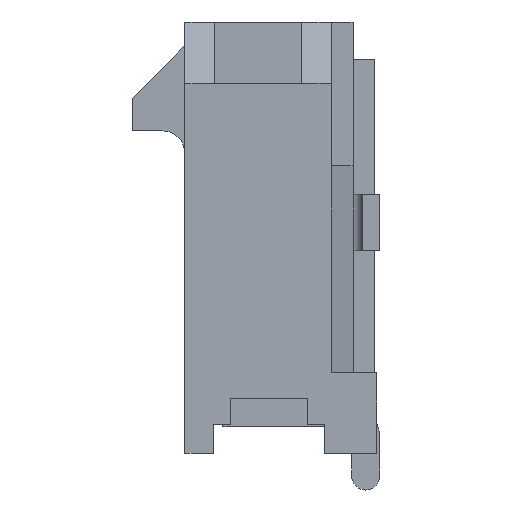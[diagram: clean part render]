
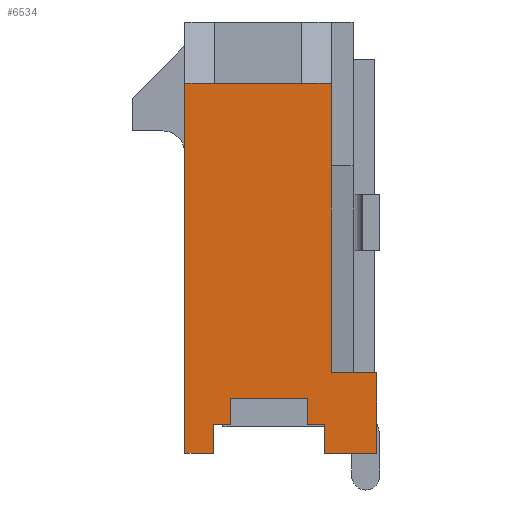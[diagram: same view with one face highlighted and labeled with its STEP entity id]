
A CAD part, left-side view. The second image highlights one B-rep face of the part: STEP entity #6534.
In plain terms, the highlighted planar face has unit normal (-1, 0, 0).
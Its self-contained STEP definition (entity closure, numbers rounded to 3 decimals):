
#1353=DIRECTION('',(0.,0.,-1.));
#1354=VECTOR('',#1353,1.9);
#1355=CARTESIAN_POINT('',(-9.32,-1.43,3.55));
#1356=LINE('',#1355,#1354);
#1357=DIRECTION('',(0.,0.,1.));
#1358=VECTOR('',#1357,4.75);
#1359=CARTESIAN_POINT('',(-9.32,-1.43,-3.1));
#1360=LINE('',#1359,#1358);
#1361=DIRECTION('',(0.,0.,-1.));
#1362=VECTOR('',#1361,1.85);
#1363=CARTESIAN_POINT('',(-9.32,-2.47,-3.1));
#1364=LINE('',#1363,#1362);
#1365=DIRECTION('',(0.,1.,0.));
#1366=VECTOR('',#1365,1.2);
#1367=CARTESIAN_POINT('',(-9.32,-2.47,-4.95));
#1368=LINE('',#1367,#1366);
#1369=DIRECTION('',(0.,0.,1.));
#1370=VECTOR('',#1369,0.67);
#1371=CARTESIAN_POINT('',(-9.32,-1.27,-4.95));
#1372=LINE('',#1371,#1370);
#1373=DIRECTION('',(0.,1.,0.));
#1374=VECTOR('',#1373,0.395);
#1375=CARTESIAN_POINT('',(-9.32,-1.27,-4.28));
#1376=LINE('',#1375,#1374);
#1377=DIRECTION('',(0.,0.,-1.));
#1378=VECTOR('',#1377,0.6);
#1379=CARTESIAN_POINT('',(-9.32,-0.875,-3.68));
#1380=LINE('',#1379,#1378);
#1381=DIRECTION('',(0.,-1.,0.));
#1382=VECTOR('',#1381,1.75);
#1383=CARTESIAN_POINT('',(-9.32,0.875,-3.68));
#1384=LINE('',#1383,#1382);
#1385=DIRECTION('',(0.,0.,-1.));
#1386=VECTOR('',#1385,0.6);
#1387=CARTESIAN_POINT('',(-9.32,0.875,-3.68));
#1388=LINE('',#1387,#1386);
#1389=DIRECTION('',(0.,1.,0.));
#1390=VECTOR('',#1389,0.395);
#1391=CARTESIAN_POINT('',(-9.32,0.875,-4.28));
#1392=LINE('',#1391,#1390);
#1393=DIRECTION('',(0.,0.,-1.));
#1394=VECTOR('',#1393,0.67);
#1395=CARTESIAN_POINT('',(-9.32,1.27,-4.28));
#1396=LINE('',#1395,#1394);
#1397=DIRECTION('',(0.,1.,0.));
#1398=VECTOR('',#1397,0.66);
#1399=CARTESIAN_POINT('',(-9.32,1.27,-4.95));
#1400=LINE('',#1399,#1398);
#1401=DIRECTION('',(0.,0.,1.));
#1402=VECTOR('',#1401,8.5);
#1403=CARTESIAN_POINT('',(-9.32,1.93,-4.95));
#1404=LINE('',#1403,#1402);
#1405=DIRECTION('',(0.,1.,0.));
#1406=VECTOR('',#1405,0.68);
#1407=CARTESIAN_POINT('',(-9.32,1.25,3.55));
#1408=LINE('',#1407,#1406);
#1409=DIRECTION('',(0.,1.,0.));
#1410=VECTOR('',#1409,2.);
#1411=CARTESIAN_POINT('',(-9.32,-0.75,3.55));
#1412=LINE('',#1411,#1410);
#1413=DIRECTION('',(0.,1.,0.));
#1414=VECTOR('',#1413,0.68);
#1415=CARTESIAN_POINT('',(-9.32,-1.43,3.55));
#1416=LINE('',#1415,#1414);
#1601=DIRECTION('',(0.,1.,0.));
#1602=VECTOR('',#1601,1.04);
#1603=CARTESIAN_POINT('',(-9.32,-2.47,-3.1));
#1604=LINE('',#1603,#1602);
#3603=CARTESIAN_POINT('',(-9.32,-2.47,-3.1));
#3604=CARTESIAN_POINT('',(-9.32,-2.47,-4.95));
#3605=VERTEX_POINT('',#3603);
#3606=VERTEX_POINT('',#3604);
#3607=CARTESIAN_POINT('',(-9.32,-1.27,-4.95));
#3608=VERTEX_POINT('',#3607);
#3615=CARTESIAN_POINT('',(-9.32,-1.27,-4.28));
#3616=VERTEX_POINT('',#3615);
#3617=CARTESIAN_POINT('',(-9.32,1.27,-4.28));
#3618=CARTESIAN_POINT('',(-9.32,1.27,-4.95));
#3619=VERTEX_POINT('',#3617);
#3620=VERTEX_POINT('',#3618);
#3621=CARTESIAN_POINT('',(-9.32,1.93,-4.95));
#3622=VERTEX_POINT('',#3621);
#3647=CARTESIAN_POINT('',(-9.32,-0.75,3.55));
#3648=CARTESIAN_POINT('',(-9.32,1.25,3.55));
#3649=VERTEX_POINT('',#3647);
#3650=VERTEX_POINT('',#3648);
#3701=CARTESIAN_POINT('',(-9.32,-0.875,-4.28));
#3703=VERTEX_POINT('',#3701);
#3705=CARTESIAN_POINT('',(-9.32,0.875,-4.28));
#3707=VERTEX_POINT('',#3705);
#3747=CARTESIAN_POINT('',(-9.32,0.875,-3.68));
#3749=VERTEX_POINT('',#3747);
#3853=CARTESIAN_POINT('',(-9.32,1.93,3.55));
#3855=VERTEX_POINT('',#3853);
#3861=CARTESIAN_POINT('',(-9.32,-0.875,-3.68));
#3862=VERTEX_POINT('',#3861);
#3901=CARTESIAN_POINT('',(-9.32,-1.43,-3.1));
#3902=VERTEX_POINT('',#3901);
#4369=CARTESIAN_POINT('',(-9.32,-1.43,3.55));
#4371=VERTEX_POINT('',#4369);
#4378=CARTESIAN_POINT('',(-9.32,-1.43,1.65));
#4380=VERTEX_POINT('',#4378);
#6499=CARTESIAN_POINT('',(-9.32,0.,0.));
#6500=DIRECTION('',(1.,0.,0.));
#6501=DIRECTION('',(0.,0.,-1.));
#6502=AXIS2_PLACEMENT_3D('',#6499,#6500,#6501);
#6503=PLANE('',#6502);
#6504=ORIENTED_EDGE('',*,*,#5102,.T.);
#6506=ORIENTED_EDGE('',*,*,#6505,.F.);
#6508=ORIENTED_EDGE('',*,*,#6507,.F.);
#6510=ORIENTED_EDGE('',*,*,#6509,.T.);
#6512=ORIENTED_EDGE('',*,*,#6511,.T.);
#6513=ORIENTED_EDGE('',*,*,#4910,.T.);
#6514=ORIENTED_EDGE('',*,*,#5924,.T.);
#6515=ORIENTED_EDGE('',*,*,#6202,.F.);
#6517=ORIENTED_EDGE('',*,*,#6516,.F.);
#6519=ORIENTED_EDGE('',*,*,#6518,.T.);
#6520=ORIENTED_EDGE('',*,*,#5943,.T.);
#6522=ORIENTED_EDGE('',*,*,#6521,.T.);
#6524=ORIENTED_EDGE('',*,*,#6523,.T.);
#6526=ORIENTED_EDGE('',*,*,#6525,.T.);
#6528=ORIENTED_EDGE('',*,*,#6527,.F.);
#6529=ORIENTED_EDGE('',*,*,#6491,.F.);
#6531=ORIENTED_EDGE('',*,*,#6530,.F.);
#6532=EDGE_LOOP('',(#6504,#6506,#6508,#6510,#6512,#6513,#6514,#6515,#6517,#6519,
#6520,#6522,#6524,#6526,#6528,#6529,#6531));
#6533=FACE_OUTER_BOUND('',#6532,.F.);
#6534=ADVANCED_FACE('',(#6533),#6503,.F.);
#4910=EDGE_CURVE('',#3608,#3616,#1372,.T.);
#5102=EDGE_CURVE('',#4371,#4380,#1356,.T.);
#5924=EDGE_CURVE('',#3616,#3703,#1376,.T.);
#5943=EDGE_CURVE('',#3707,#3619,#1392,.T.);
#6202=EDGE_CURVE('',#3862,#3703,#1380,.T.);
#6491=EDGE_CURVE('',#3649,#3650,#1412,.T.);
#6505=EDGE_CURVE('',#3902,#4380,#1360,.T.);
#6507=EDGE_CURVE('',#3605,#3902,#1604,.T.);
#6509=EDGE_CURVE('',#3605,#3606,#1364,.T.);
#6511=EDGE_CURVE('',#3606,#3608,#1368,.T.);
#6516=EDGE_CURVE('',#3749,#3862,#1384,.T.);
#6518=EDGE_CURVE('',#3749,#3707,#1388,.T.);
#6521=EDGE_CURVE('',#3619,#3620,#1396,.T.);
#6523=EDGE_CURVE('',#3620,#3622,#1400,.T.);
#6525=EDGE_CURVE('',#3622,#3855,#1404,.T.);
#6527=EDGE_CURVE('',#3650,#3855,#1408,.T.);
#6530=EDGE_CURVE('',#4371,#3649,#1416,.T.);
